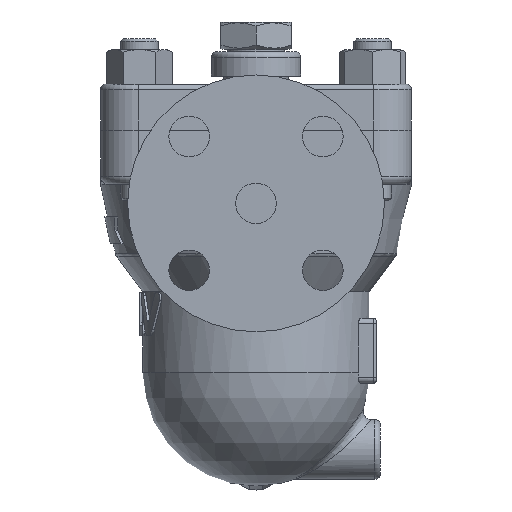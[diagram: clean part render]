
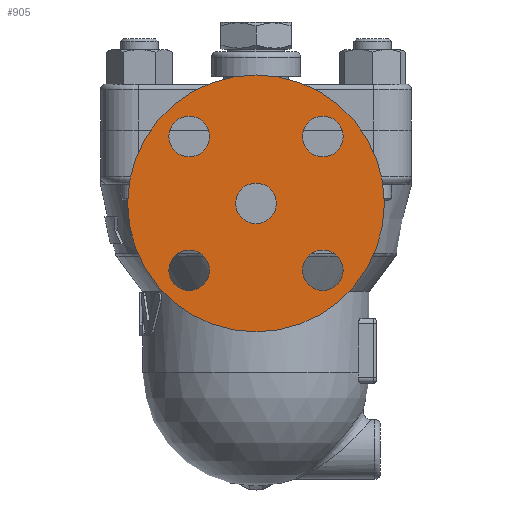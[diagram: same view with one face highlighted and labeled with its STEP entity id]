
A CAD part, left-side view. The second image highlights one B-rep face of the part: STEP entity #905.
In plain terms, the highlighted free-form (B-spline) face has degree [1, 1] with [2, 2] control points.
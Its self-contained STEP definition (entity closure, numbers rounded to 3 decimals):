
#442=CARTESIAN_POINT('',(-115.5,0.0,-14.5));
#443=VERTEX_POINT('',#442);
#444=CARTESIAN_POINT('',(-115.5,0.0,-7.));
#445=DIRECTION('',(1.0,0.0,0.0));
#446=DIRECTION('',(0.0,0.0,-1.0));
#447=AXIS2_PLACEMENT_3D('',#444,#445,#446);
#448=CIRCLE('',#447,7.5);
#449=EDGE_CURVE('',#443,#443,#448,.T.);
#592=CARTESIAN_POINT('',(-115.5,0.0,40.5));
#593=VERTEX_POINT('',#592);
#594=CARTESIAN_POINT('',(-115.5,0.0,-7.));
#595=DIRECTION('',(-1.0,0.0,0.0));
#596=DIRECTION('',(0.0,0.0,1.0));
#597=AXIS2_PLACEMENT_3D('',#594,#595,#596);
#598=CIRCLE('',#597,47.5);
#599=EDGE_CURVE('',#593,#593,#598,.T.);
#615=CARTESIAN_POINT('',(-115.5,-17.249,17.749));
#616=VERTEX_POINT('',#615);
#617=CARTESIAN_POINT('',(-115.5,-24.749,17.749));
#618=DIRECTION('',(1.0,0.0,0.0));
#619=DIRECTION('',(0.0,1.0,0.0));
#620=AXIS2_PLACEMENT_3D('',#617,#618,#619);
#621=CIRCLE('',#620,7.5);
#622=EDGE_CURVE('',#616,#616,#621,.T.);
#635=CARTESIAN_POINT('',(-115.5,-24.749,-24.249));
#636=VERTEX_POINT('',#635);
#637=CARTESIAN_POINT('',(-115.5,-24.749,-31.749));
#638=DIRECTION('',(1.0,0.0,0.0));
#639=DIRECTION('',(0.0,0.0,1.0));
#640=AXIS2_PLACEMENT_3D('',#637,#638,#639);
#641=CIRCLE('',#640,7.5);
#642=EDGE_CURVE('',#636,#636,#641,.T.);
#655=CARTESIAN_POINT('',(-115.5,17.249,-31.749));
#656=VERTEX_POINT('',#655);
#657=CARTESIAN_POINT('',(-115.5,24.749,-31.749));
#658=DIRECTION('',(1.0,0.0,0.0));
#659=DIRECTION('',(0.0,-1.0,0.0));
#660=AXIS2_PLACEMENT_3D('',#657,#658,#659);
#661=CIRCLE('',#660,7.5);
#662=EDGE_CURVE('',#656,#656,#661,.T.);
#675=CARTESIAN_POINT('',(-115.5,24.749,10.249));
#676=VERTEX_POINT('',#675);
#677=CARTESIAN_POINT('',(-115.5,24.749,17.749));
#678=DIRECTION('',(1.0,0.0,0.0));
#679=DIRECTION('',(0.0,0.0,-1.0));
#680=AXIS2_PLACEMENT_3D('',#677,#678,#679);
#681=CIRCLE('',#680,7.5);
#682=EDGE_CURVE('',#676,#676,#681,.T.);
#882=CARTESIAN_POINT('',(-115.5,47.5,40.5));
#883=CARTESIAN_POINT('',(-115.5,47.5,-54.5));
#884=CARTESIAN_POINT('',(-115.5,-47.5,40.5));
#885=CARTESIAN_POINT('',(-115.5,-47.5,-54.5));
#886=B_SPLINE_SURFACE_WITH_KNOTS('',1,1,((#882,#884),(#883,#885)),.UNSPECIFIED.,.F.,.F.,.U.,(2,2),(2,2),(0.0,95.),(0.0,95.),.UNSPECIFIED.);
#887=ORIENTED_EDGE('',*,*,#599,.T.);
#888=EDGE_LOOP('',(#887));
#889=FACE_OUTER_BOUND('',#888,.T.);
#890=ORIENTED_EDGE('',*,*,#449,.T.);
#891=EDGE_LOOP('',(#890));
#892=FACE_BOUND('',#891,.T.);
#893=ORIENTED_EDGE('',*,*,#622,.T.);
#894=EDGE_LOOP('',(#893));
#895=FACE_BOUND('',#894,.T.);
#896=ORIENTED_EDGE('',*,*,#642,.T.);
#897=EDGE_LOOP('',(#896));
#898=FACE_BOUND('',#897,.T.);
#899=ORIENTED_EDGE('',*,*,#662,.T.);
#900=EDGE_LOOP('',(#899));
#901=FACE_BOUND('',#900,.T.);
#902=ORIENTED_EDGE('',*,*,#682,.T.);
#903=EDGE_LOOP('',(#902));
#904=FACE_BOUND('',#903,.T.);
#905=ADVANCED_FACE('',(#889,#892,#895,#898,#901,#904),#886,.T.);
